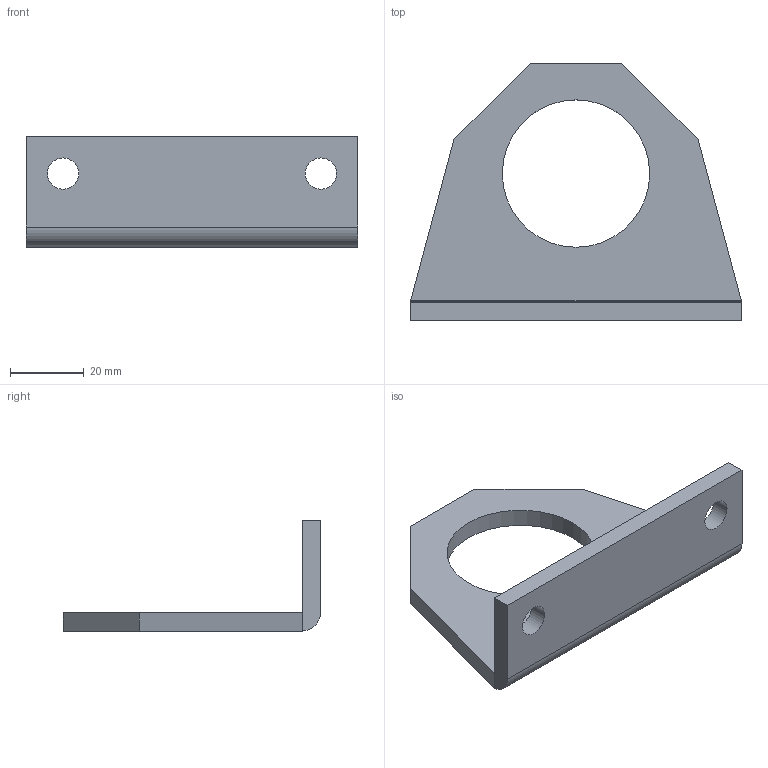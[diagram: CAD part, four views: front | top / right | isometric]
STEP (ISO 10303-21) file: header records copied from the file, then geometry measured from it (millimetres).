
FILE_DESCRIPTION((''),'2;1');
FILE_NAME('1200_40_01.stp','2003-04-08T08:39:13',('maffial1'),(''),'Autodesk Inventor (R) 6.0','Autodesk Inventor (R) 6.0','');
FILE_SCHEMA(('AUTOMOTIVE_DESIGN { 1 0 10303 214 1 1 1 1 }'));
Length unit declared in the file: millimetre
Products named in the file (1): 1200_40_01
Bounding box: 90 x 70 x 30 mm (x, y, z)
Volume: 28090.5 mm3; surface area: 13744.3 mm2
Topology: 1 solids, 1 shells, 22 faces, 58 edges, 38 vertices
Faces by surface type: plane 12, cylinder 6, bspline 4
Entity records: 775 total; most frequent: CARTESIAN_POINT 187, DIRECTION 118, ORIENTED_EDGE 116, EDGE_CURVE 58, AXIS2_PLACEMENT_3D 41, VERTEX_POINT 38, VECTOR 36, LINE 36
